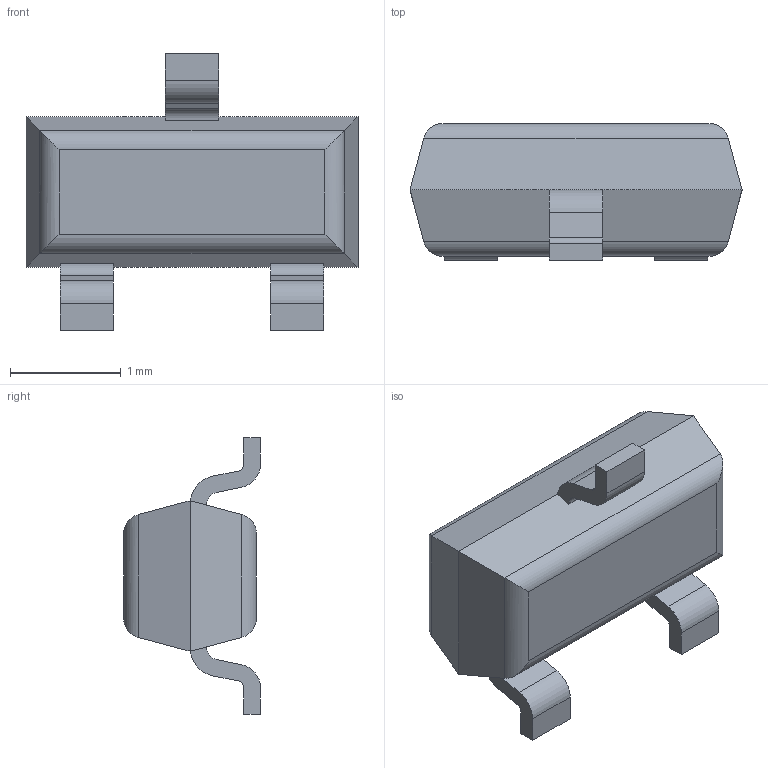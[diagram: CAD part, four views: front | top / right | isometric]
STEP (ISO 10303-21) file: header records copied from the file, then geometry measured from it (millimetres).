
FILE_DESCRIPTION (( 'STEP AP203' ), '1' );
FILE_NAME ('SOT23_3.STEP', '2017-01-26T13:27:36', ( 'User' ), ( 'Hewlett-Packard Company' ), 'SwSTEP 2.0', 'SolidWorks 2006303', '' );
FILE_SCHEMA (( 'CONFIG_CONTROL_DESIGN' ));
Length unit declared in the file: millimetre
Products named in the file (1): SOT23_3
Bounding box: 3 x 1.24 x 2.5 mm (x, y, z)
Volume: 4.3 mm3; surface area: 20.6 mm2
Topology: 4 solids, 4 shells, 60 faces, 144 edges, 92 vertices
Faces by surface type: plane 40, cylinder 20
Entity records: 1787 total; most frequent: CARTESIAN_POINT 321, ORIENTED_EDGE 288, DIRECTION 282, EDGE_CURVE 144, VECTOR 112, LINE 112, VERTEX_POINT 92, AXIS2_PLACEMENT_3D 85
